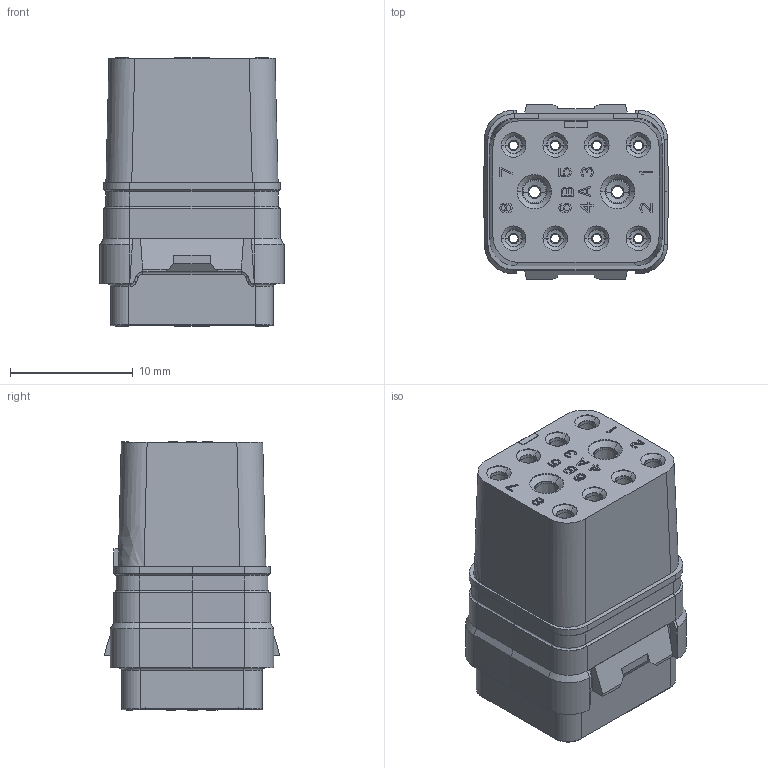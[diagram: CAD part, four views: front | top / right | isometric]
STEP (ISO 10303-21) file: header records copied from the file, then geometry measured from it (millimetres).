
FILE_DESCRIPTION((''),'2;1');
FILE_NAME('SIMM0910SA','2020-01-27T',('presta_be4'),(''),'CREO PARAMETRIC BY PTC INC, 2018360','CREO PARAMETRIC BY PTC INC, 2018360','');
FILE_SCHEMA(('CONFIG_CONTROL_DESIGN'));
Length unit declared in the file: millimetre
Products named in the file (1): SIMM0910SA
Bounding box: 15 x 14.2 x 21.85 mm (x, y, z)
Volume: 2612.6 mm3; surface area: 3659.7 mm2
Topology: 1 solids, 1 shells, 1808 faces, 4580 edges, 2872 vertices
Faces by surface type: plane 1024, cylinder 280, torus 244, cone 236, bspline 24
Entity records: 54898 total; most frequent: CARTESIAN_POINT 10672, DIRECTION 9364, ORIENTED_EDGE 9160, EDGE_CURVE 4580, AXIS2_PLACEMENT_3D 3188, VECTOR 2988, LINE 2988, VERTEX_POINT 2872
